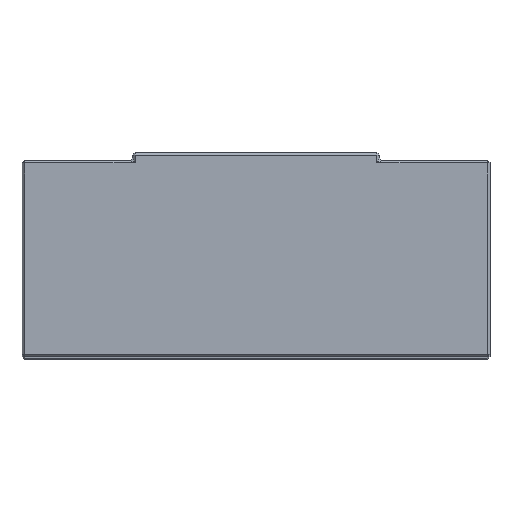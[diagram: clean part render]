
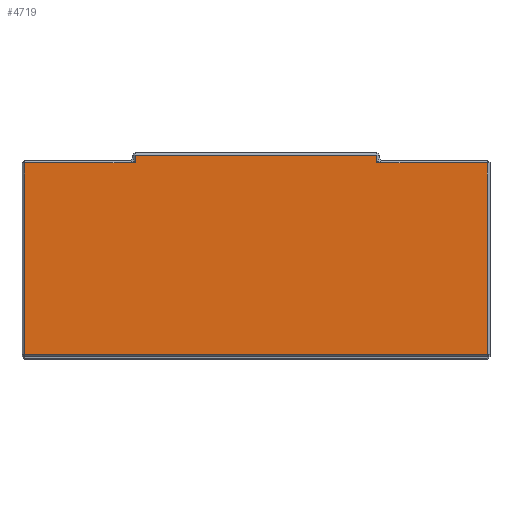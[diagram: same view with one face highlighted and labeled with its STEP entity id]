
A CAD part, top view. The second image highlights one B-rep face of the part: STEP entity #4719.
In plain terms, the highlighted planar face has unit normal (0, 0, 1).
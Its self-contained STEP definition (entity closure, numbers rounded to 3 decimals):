
#327=FACE_OUTER_BOUND('',#628,.T.);
#628=EDGE_LOOP('',(#4059,#4060,#4061,#4062,#4063,#4064,#4065,#4066));
#1128=LINE('',#7739,#1753);
#1184=LINE('',#7848,#1809);
#1186=LINE('',#7851,#1811);
#1194=LINE('',#7863,#1819);
#1206=LINE('',#7881,#1831);
#1210=LINE('',#7887,#1835);
#1223=LINE('',#7906,#1848);
#1227=LINE('',#7912,#1852);
#1753=VECTOR('',#5918,10.);
#1809=VECTOR('',#6020,10.);
#1811=VECTOR('',#6024,10.);
#1819=VECTOR('',#6040,10.);
#1831=VECTOR('',#6064,10.);
#1835=VECTOR('',#6072,10.);
#1848=VECTOR('',#6097,10.);
#1852=VECTOR('',#6105,10.);
#2151=VERTEX_POINT('',#7511);
#2164=VERTEX_POINT('',#7546);
#2168=VERTEX_POINT('',#7554);
#2184=VERTEX_POINT('',#7675);
#2188=VERTEX_POINT('',#7683);
#2203=VERTEX_POINT('',#7730);
#2206=VERTEX_POINT('',#7743);
#2215=VERTEX_POINT('',#7767);
#2732=EDGE_CURVE('',#2184,#2203,#1128,.T.);
#2788=EDGE_CURVE('',#2203,#2215,#1184,.T.);
#2790=EDGE_CURVE('',#2215,#2206,#1186,.T.);
#2798=EDGE_CURVE('',#2206,#2188,#1194,.T.);
#2810=EDGE_CURVE('',#2188,#2168,#1206,.T.);
#2814=EDGE_CURVE('',#2164,#2184,#1210,.T.);
#2827=EDGE_CURVE('',#2168,#2151,#1223,.T.);
#2831=EDGE_CURVE('',#2151,#2164,#1227,.T.);
#4059=ORIENTED_EDGE('',*,*,#2732,.F.);
#4060=ORIENTED_EDGE('',*,*,#2814,.F.);
#4061=ORIENTED_EDGE('',*,*,#2831,.F.);
#4062=ORIENTED_EDGE('',*,*,#2827,.F.);
#4063=ORIENTED_EDGE('',*,*,#2810,.F.);
#4064=ORIENTED_EDGE('',*,*,#2798,.F.);
#4065=ORIENTED_EDGE('',*,*,#2790,.F.);
#4066=ORIENTED_EDGE('',*,*,#2788,.F.);
#4419=PLANE('',#5022);
#4719=ADVANCED_FACE('',(#327),#4419,.T.);
#5022=AXIS2_PLACEMENT_3D('',#7985,#6210,#6211);
#5918=DIRECTION('',(1.,0.,0.));
#6020=DIRECTION('',(0.,1.,0.));
#6024=DIRECTION('',(1.,0.,0.));
#6040=DIRECTION('',(0.,-1.,0.));
#6064=DIRECTION('',(1.,0.,0.));
#6072=DIRECTION('',(0.,1.,0.));
#6097=DIRECTION('',(0.,-1.,0.));
#6105=DIRECTION('',(-1.,0.,0.));
#6210=DIRECTION('center_axis',(0.,0.,1.));
#6211=DIRECTION('ref_axis',(1.,0.,0.));
#7511=CARTESIAN_POINT('',(89.,-36.5,23.5));
#7546=CARTESIAN_POINT('',(-89.,-36.5,23.5));
#7554=CARTESIAN_POINT('',(89.,37.,23.5));
#7675=CARTESIAN_POINT('',(-89.,37.,23.5));
#7683=CARTESIAN_POINT('',(46.5,37.,23.5));
#7730=CARTESIAN_POINT('',(-46.5,37.,23.5));
#7739=CARTESIAN_POINT('',(0.,37.,23.5));
#7743=CARTESIAN_POINT('',(46.5,40.,23.5));
#7767=CARTESIAN_POINT('',(-46.5,40.,23.5));
#7848=CARTESIAN_POINT('',(-46.5,40.,23.5));
#7851=CARTESIAN_POINT('',(23.75,40.,23.5));
#7863=CARTESIAN_POINT('',(46.5,37.,23.5));
#7881=CARTESIAN_POINT('',(0.,37.,23.5));
#7887=CARTESIAN_POINT('',(-89.,38.75,23.5));
#7906=CARTESIAN_POINT('',(89.,38.75,23.5));
#7912=CARTESIAN_POINT('',(0.,-36.5,23.5));
#7985=CARTESIAN_POINT('Origin',(0.,39.5,23.5));
